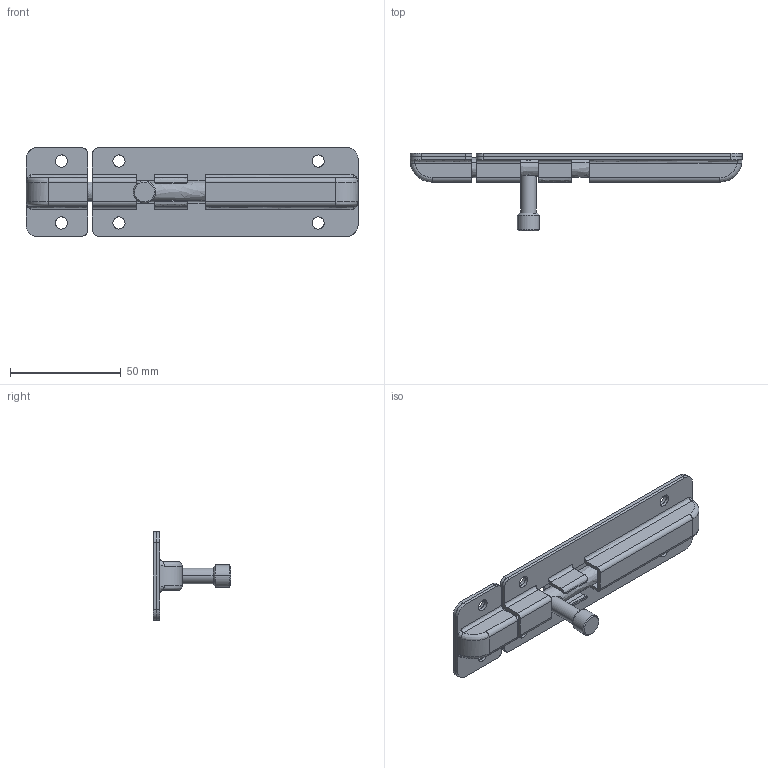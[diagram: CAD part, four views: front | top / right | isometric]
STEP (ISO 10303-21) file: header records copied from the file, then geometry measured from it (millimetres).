
FILE_DESCRIPTION((''),'2;1');
FILE_NAME('','2005-07-15T16:19:05',(''),(''),'','CADfix','');
FILE_SCHEMA(('AUTOMOTIVE_DESIGN'));
Length unit declared in the file: millimetre
Products named in the file (7): latch; knob; housing_B; housing_A; base_B; base_A; TL_291_6146_36
Assembly tree (6 placements, depth 2):
  TL_291_6146_36
    latch
    knob
    housing_B
    housing_A
    base_B
    base_A
Bounding box: 150 x 35 x 40 mm (x, y, z)
Volume: 26396.2 mm3; surface area: 32168.2 mm2
Topology: 6 solids, 6 shells, 184 faces, 570 edges, 397 vertices
Faces by surface type: bspline 184
Entity records: 7505 total; most frequent: CARTESIAN_POINT 4222, ORIENTED_EDGE 1140, EDGE_CURVE 570, VERTEX_POINT 397, QUASI_UNIFORM_CURVE 269, EDGE_LOOP 215, FACE_OUTER_BOUND 184, ADVANCED_FACE 184
